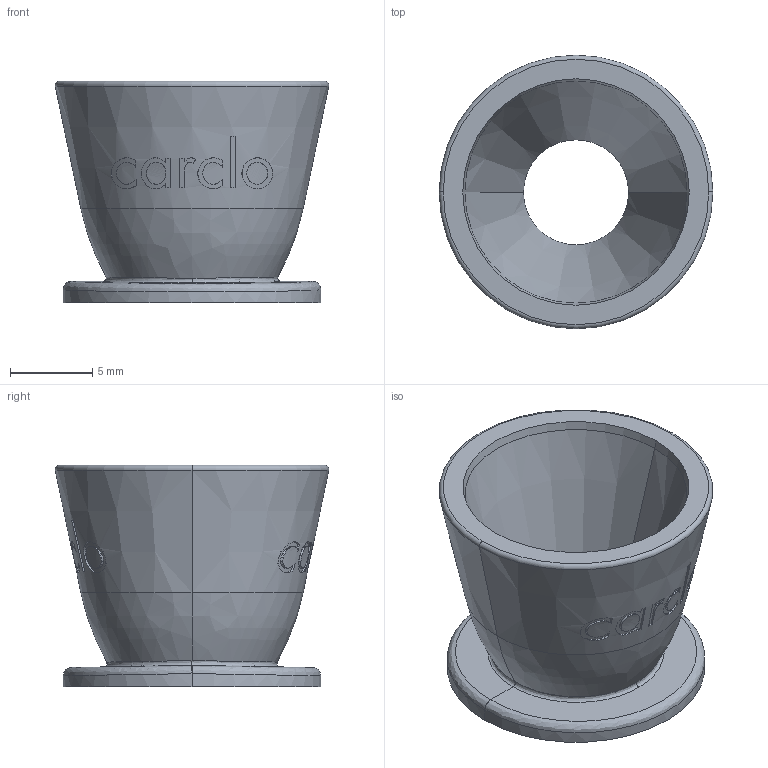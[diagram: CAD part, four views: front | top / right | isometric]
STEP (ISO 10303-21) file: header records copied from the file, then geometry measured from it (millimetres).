
FILE_DESCRIPTION((''),'2;1');
FILE_NAME('12532-70031_REV-2B_ARCH60SL','2016-01-19T',('SuttonP'),('Pet Mate Ltd'),'PRO/ENGINEER BY PARAMETRIC TECHNOLOGY CORPORATION, 2012130','PRO/ENGINEER BY PARAMETRIC TECHNOLOGY CORPORATION, 2012130','');
FILE_SCHEMA(('CONFIG_CONTROL_DESIGN'));
Length unit declared in the file: millimetre
Products named in the file (1): 12532-70031_REV-2B_ARCH60SL
Bounding box: 16.68 x 16.68 x 13.5 mm (x, y, z)
Volume: 1080.7 mm3; surface area: 1387.9 mm2
Topology: 1 solids, 1 shells, 348 faces, 956 edges, 626 vertices
Faces by surface type: bspline 246, extrusion 52, cone 24, plane 16, revolution 6, torus 2, cylinder 2
Entity records: 20146 total; most frequent: CARTESIAN_POINT 13292, ORIENTED_EDGE 1912, EDGE_CURVE 956, B_SPLINE_CURVE_WITH_KNOTS 738, VERTEX_POINT 626, DIRECTION 506, EDGE_LOOP 366, FACE_OUTER_BOUND 348
